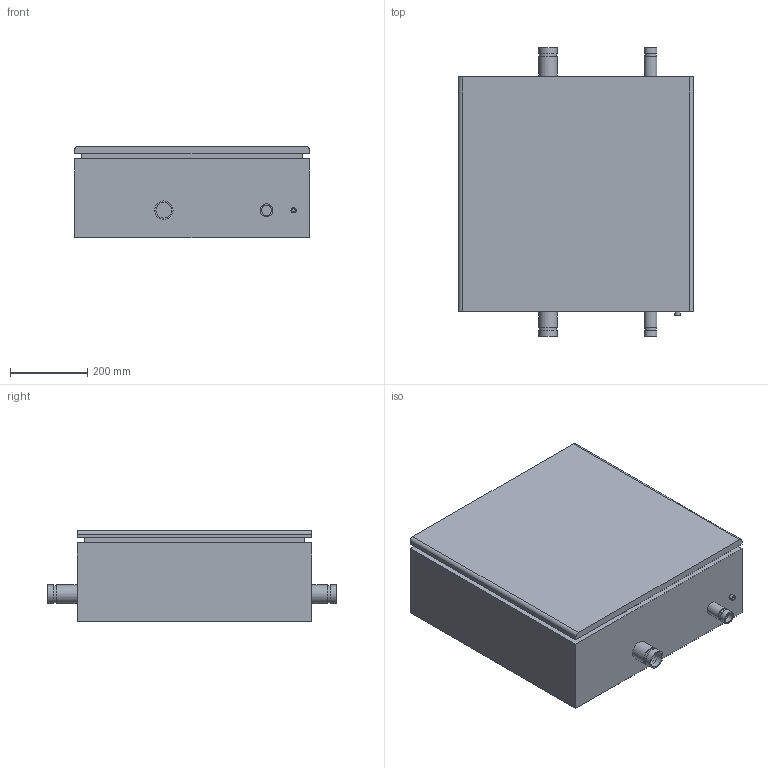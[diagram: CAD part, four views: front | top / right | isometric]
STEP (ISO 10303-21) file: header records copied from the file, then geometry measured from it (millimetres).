
FILE_DESCRIPTION(/* description */ ('This is default description.','CAx-IF Rec.Pracs.---Representation and Presentation of Product Manufacturing Information (PMI)---4.0---2014-10-13'),/* implementation_level */ '2;1');
FILE_NAME(/* name */ 'Victaulic-FP-Vortex 1000 Series 951 Zone Panel_1.5.stp',/* time_stamp */ '2019-12-04T20:02:56+06:00',/* author */ ('Vjadhav'),/* organization */ ('Victaulic'),/* preprocessor_version */ 'ST-DEVELOPER v17.2',/* originating_system */ 'Autodesk Inventor 2019',/* authorisation */ '');
FILE_SCHEMA (('AP242_MANAGED_MODEL_BASED_3D_ENGINEERING_MIM_LF { 1 0 10303 442 1 1 4 }'));
Length unit declared in the file: inch
Products named in the file (2): 951-01.5; 951-01.5 Dry
Assembly tree (1 placements, depth 2):
  951-01.5
    951-01.5 Dry
Bounding box: 609.6 x 749.3 x 236.98 mm (x, y, z)
Volume: 87537433.1 mm3; surface area: 1474041.5 mm2
Topology: 1 solids, 1 shells, 64 faces, 119 edges, 82 vertices
Faces by surface type: plane 39, cylinder 25
Full cylindrical faces by diameter (mm): 7.938 x4, 9.246 x1, 13.716 x1, 22.352 x1, 26.67 x2, 30.201 x2, 33.401 x4, 40.894 x2, 45.06 x2, 48.26 x4
Entity records: 1776 total; most frequent: DIRECTION 311, CARTESIAN_POINT 268, ORIENTED_EDGE 238, AXIS2_PLACEMENT_3D 125, EDGE_CURVE 119, EDGE_LOOP 89, VERTEX_POINT 82, STYLED_ITEM 65
